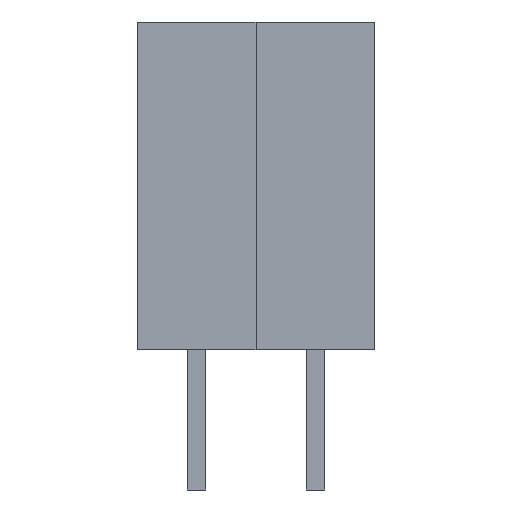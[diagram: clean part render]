
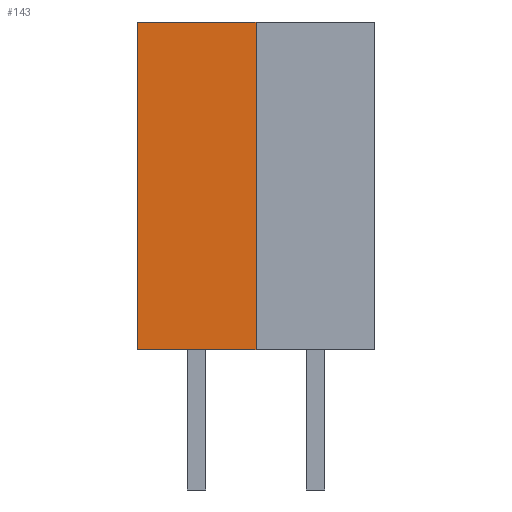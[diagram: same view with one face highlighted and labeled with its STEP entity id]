
A CAD part, front view. The second image highlights one B-rep face of the part: STEP entity #143.
In plain terms, the highlighted planar face has unit normal (0, -1, 0).
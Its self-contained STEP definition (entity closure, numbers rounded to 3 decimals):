
#13=DIRECTION('',(0.,0.,1.));
#14=DIRECTION('',(1.,0.,0.));
#119=EDGE_CURVE('',#120,#122,#124,.T.);
#120=VERTEX_POINT('',#121);
#121=CARTESIAN_POINT('',(-1.27,-1.271,0.));
#122=VERTEX_POINT('',#123);
#123=CARTESIAN_POINT('',(-1.27,-1.271,7.));
#124=LINE('',#121,#125);
#125=VECTOR('',#13,1.);
#132=DIRECTION('',(0.,1.,0.));
#143=ADVANCED_FACE('',(#144),#161,.F.);
#144=FACE_BOUND('',#145,.F.);
#145=EDGE_LOOP('',(#146,#152,#153,#158));
#146=ORIENTED_EDGE('',*,*,#147,.F.);
#147=EDGE_CURVE('',#120,#148,#150,.T.);
#148=VERTEX_POINT('',#149);
#149=CARTESIAN_POINT('',(1.27,-1.271,0.));
#150=LINE('',#121,#151);
#151=VECTOR('',#14,1.);
#152=ORIENTED_EDGE('',*,*,#119,.T.);
#153=ORIENTED_EDGE('',*,*,#154,.T.);
#154=EDGE_CURVE('',#122,#155,#157,.T.);
#155=VERTEX_POINT('',#156);
#156=CARTESIAN_POINT('',(1.27,-1.271,7.));
#157=LINE('',#123,#151);
#158=ORIENTED_EDGE('',*,*,#159,.F.);
#159=EDGE_CURVE('',#148,#155,#160,.T.);
#160=LINE('',#149,#125);
#161=PLANE('',#162);
#162=AXIS2_PLACEMENT_3D('',#121,#132,#13);
